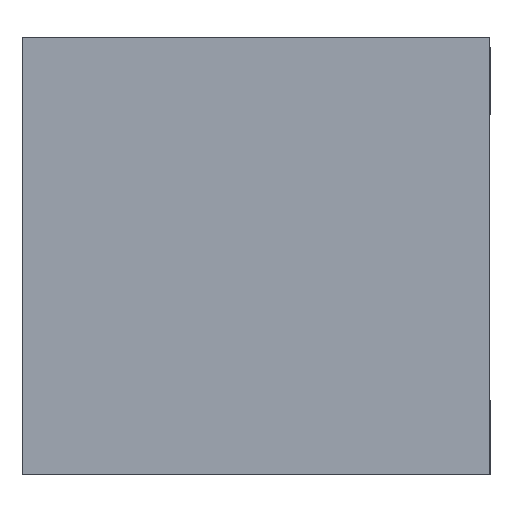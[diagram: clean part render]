
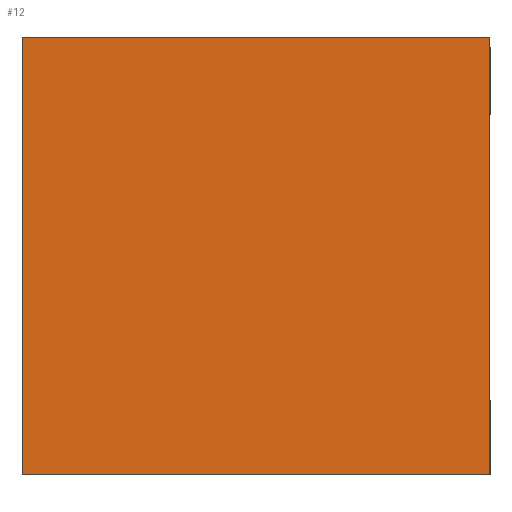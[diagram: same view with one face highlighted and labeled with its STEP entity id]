
A CAD part, left-side view. The second image highlights one B-rep face of the part: STEP entity #12.
In plain terms, the highlighted planar face has unit normal (-1, 0, 0).
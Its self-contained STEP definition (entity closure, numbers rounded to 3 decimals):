
#10 = VERTEX_POINT ( 'NONE', #1131 ) ;
#12 = ADVANCED_FACE ( 'NONE', ( #1202 ), #1196, .T. ) ;
#24 = CARTESIAN_POINT ( 'NONE',  ( -5.8, 3.96, 3.8 ) ) ;
#50 = CARTESIAN_POINT ( 'NONE',  ( -5.8, 11.88, -2. ) ) ;
#197 = LINE ( 'NONE', #594, #1242 ) ;
#272 = DIRECTION ( 'NONE',  ( 0., -1., 0. ) ) ;
#284 = DIRECTION ( 'NONE',  ( 0., 0., 1. ) ) ;
#345 = VECTOR ( 'NONE', #272, 1000. ) ;
#391 = VERTEX_POINT ( 'NONE', #643 ) ;
#458 = EDGE_CURVE ( 'NONE', #391, #10, #844, .T. ) ;
#464 = EDGE_CURVE ( 'NONE', #10, #536, #659, .T. ) ;
#479 = EDGE_CURVE ( 'NONE', #1167, #391, #549, .T. ) ;
#526 = ORIENTED_EDGE ( 'NONE', *, *, #458, .T. ) ;
#536 = VERTEX_POINT ( 'NONE', #24 ) ;
#549 = LINE ( 'NONE', #933, #1113 ) ;
#559 = EDGE_CURVE ( 'NONE', #1167, #536, #197, .T. ) ;
#594 = CARTESIAN_POINT ( 'NONE',  ( -5.8, 0., 3.8 ) ) ;
#597 = ORIENTED_EDGE ( 'NONE', *, *, #559, .F. ) ;
#612 = VECTOR ( 'NONE', #284, 1000. ) ;
#643 = CARTESIAN_POINT ( 'NONE',  ( -5.8, 11.88, -3.6 ) ) ;
#644 = ORIENTED_EDGE ( 'NONE', *, *, #479, .T. ) ;
#657 = AXIS2_PLACEMENT_3D ( 'NONE', #50, #1210, #814 ) ;
#659 = LINE ( 'NONE', #1230, #612 ) ;
#662 = ORIENTED_EDGE ( 'NONE', *, *, #464, .T. ) ;
#749 = EDGE_LOOP ( 'NONE', ( #526, #662, #597, #644 ) ) ;
#814 = DIRECTION ( 'NONE',  ( 0., 0., 1. ) ) ;
#844 = LINE ( 'NONE', #1043, #345 ) ;
#858 = CARTESIAN_POINT ( 'NONE',  ( -5.8, 11.88, 3.8 ) ) ;
#933 = CARTESIAN_POINT ( 'NONE',  ( -5.8, 11.88, -2. ) ) ;
#984 = DIRECTION ( 'NONE',  ( 0., -1., 0. ) ) ;
#1043 = CARTESIAN_POINT ( 'NONE',  ( -5.8, 11.88, -3.6 ) ) ;
#1113 = VECTOR ( 'NONE', #1225, 1000. ) ;
#1131 = CARTESIAN_POINT ( 'NONE',  ( -5.8, 3.96, -3.6 ) ) ;
#1167 = VERTEX_POINT ( 'NONE', #858 ) ;
#1196 = PLANE ( 'NONE',  #657 ) ;
#1202 = FACE_OUTER_BOUND ( 'NONE', #749, .T. ) ;
#1210 = DIRECTION ( 'NONE',  ( -1., 0., 0. ) ) ;
#1225 = DIRECTION ( 'NONE',  ( 0., 0., -1. ) ) ;
#1230 = CARTESIAN_POINT ( 'NONE',  ( -5.8, 3.96, -2. ) ) ;
#1242 = VECTOR ( 'NONE', #984, 1000. ) ;
